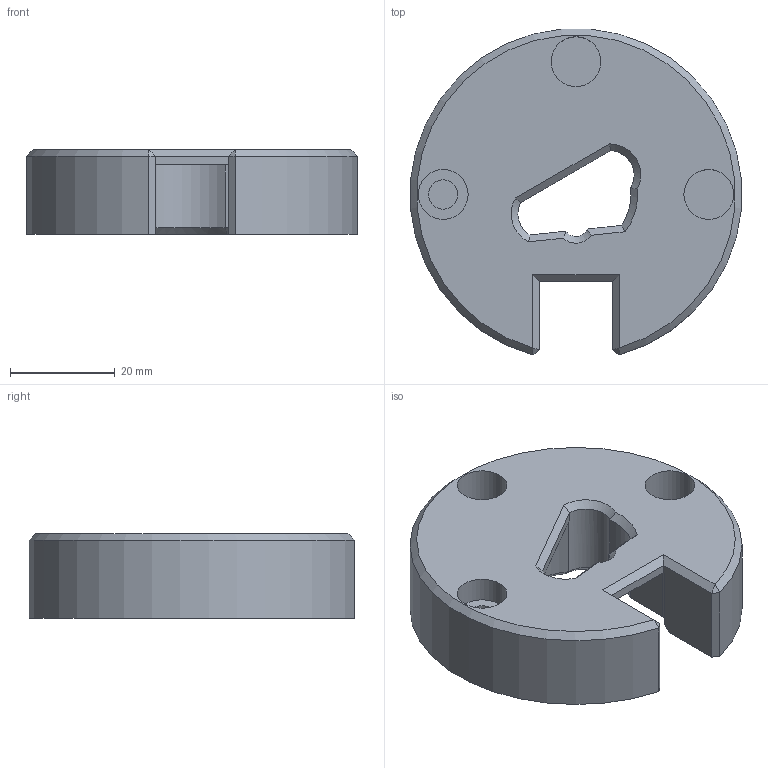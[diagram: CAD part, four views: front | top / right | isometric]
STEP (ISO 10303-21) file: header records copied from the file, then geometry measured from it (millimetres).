
FILE_DESCRIPTION(/* description */ (''),/* implementation_level */ '2;1');
FILE_NAME(/* name */ 'Offset CanCoder Mount Cap.step',/* time_stamp */ '2023-11-25T09:32:16-05:00',/* author */ (''),/* organization */ (''),/* preprocessor_version */ 'ST-DEVELOPER v20',/* originating_system */ 'Autodesk Translation Framework v12.14.0.127',/* authorisation */ '');
FILE_SCHEMA (('AUTOMOTIVE_DESIGN { 1 0 10303 214 3 1 1 }'));
Length unit declared in the file: inch
Products named in the file (1): Offset CanCoder Mount
Bounding box: 63.26 x 62.29 x 16.21 mm (x, y, z)
Volume: 37952.4 mm3; surface area: 10954.7 mm2
Topology: 1 solids, 1 shells, 57 faces, 125 edges, 76 vertices
Faces by surface type: plane 31, cylinder 15, cone 11
Full cylindrical faces by diameter (mm): 5.613 x4, 9.525 x3
Entity records: 1595 total; most frequent: CARTESIAN_POINT 303, DIRECTION 270, ORIENTED_EDGE 250, EDGE_CURVE 125, AXIS2_PLACEMENT_3D 103, VERTEX_POINT 76, EDGE_LOOP 65, LINE 64
